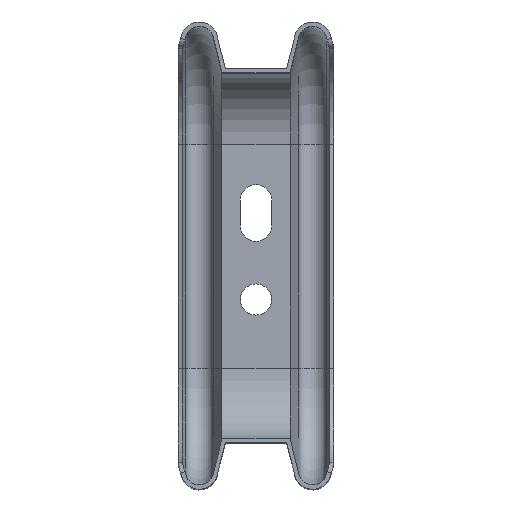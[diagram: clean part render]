
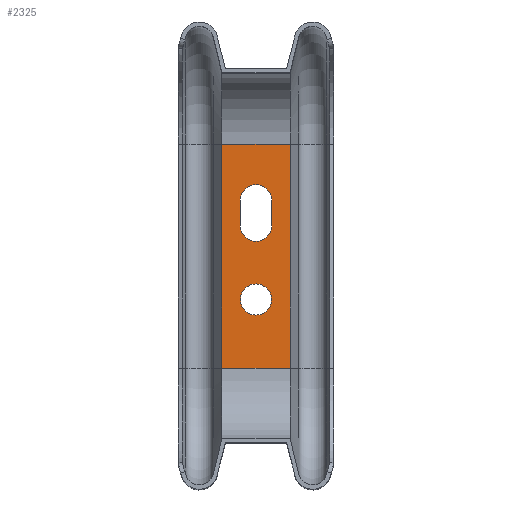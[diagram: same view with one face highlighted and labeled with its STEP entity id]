
A CAD part, top view. The second image highlights one B-rep face of the part: STEP entity #2325.
In plain terms, the highlighted planar face has unit normal (0, 0, 1).
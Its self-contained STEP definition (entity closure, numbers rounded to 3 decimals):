
#10 = EDGE_LOOP ( 'NONE', ( #3007, #3840, #3924, #2329 ) ) ;
#74 = EDGE_LOOP ( 'NONE', ( #1587 ) ) ;
#111 = VECTOR ( 'NONE', #837, 1000. ) ;
#162 = VERTEX_POINT ( 'NONE', #2862 ) ;
#178 = DIRECTION ( 'NONE',  ( 0., 1., 0. ) ) ;
#185 = EDGE_CURVE ( 'NONE', #1038, #1038, #231, .T. ) ;
#199 = LINE ( 'NONE', #2697, #111 ) ;
#231 = CIRCLE ( 'NONE', #2008, 5.5 ) ;
#315 = FACE_BOUND ( 'NONE', #74, .T. ) ;
#319 = CARTESIAN_POINT ( 'NONE',  ( 12., -25., -87. ) ) ;
#372 = LINE ( 'NONE', #887, #1887 ) ;
#561 = DIRECTION ( 'NONE',  ( 0., -1., 0. ) ) ;
#604 = LINE ( 'NONE', #4037, #712 ) ;
#658 = VECTOR ( 'NONE', #1740, 1000. ) ;
#685 = VERTEX_POINT ( 'NONE', #1015 ) ;
#712 = VECTOR ( 'NONE', #3444, 1000. ) ;
#776 = LINE ( 'NONE', #2854, #3908 ) ;
#837 = DIRECTION ( 'NONE',  ( 0., -1., 0. ) ) ;
#838 = AXIS2_PLACEMENT_3D ( 'NONE', #319, #935, #1546 ) ;
#842 = EDGE_CURVE ( 'NONE', #2892, #162, #776, .T. ) ;
#887 = CARTESIAN_POINT ( 'NONE',  ( -12., -25., -87. ) ) ;
#935 = DIRECTION ( 'NONE',  ( 0., 0., -1. ) ) ;
#948 = PLANE ( 'NONE',  #838 ) ;
#1015 = CARTESIAN_POINT ( 'NONE',  ( 5.5, -44.75, -87. ) ) ;
#1038 = VERTEX_POINT ( 'NONE', #2047 ) ;
#1089 = ORIENTED_EDGE ( 'NONE', *, *, #842, .T. ) ;
#1115 = DIRECTION ( 'NONE',  ( 0., 0., 1. ) ) ;
#1133 = VERTEX_POINT ( 'NONE', #3510 ) ;
#1138 = FACE_BOUND ( 'NONE', #10, .T. ) ;
#1231 = FACE_OUTER_BOUND ( 'NONE', #2647, .T. ) ;
#1298 = CARTESIAN_POINT ( 'NONE',  ( -5.5, -53.75, -87. ) ) ;
#1317 = AXIS2_PLACEMENT_3D ( 'NONE', #3547, #1606, #3844 ) ;
#1329 = DIRECTION ( 'NONE',  ( 0., 0., 1. ) ) ;
#1546 = DIRECTION ( 'NONE',  ( -1., 0., 0. ) ) ;
#1587 = ORIENTED_EDGE ( 'NONE', *, *, #185, .F. ) ;
#1606 = DIRECTION ( 'NONE',  ( 0., 0., 1. ) ) ;
#1740 = DIRECTION ( 'NONE',  ( 1., 0., 0. ) ) ;
#1761 = ORIENTED_EDGE ( 'NONE', *, *, #3495, .T. ) ;
#1847 = CARTESIAN_POINT ( 'NONE',  ( -5.5, -44.75, -87. ) ) ;
#1887 = VECTOR ( 'NONE', #561, 1000. ) ;
#1963 = ORIENTED_EDGE ( 'NONE', *, *, #2980, .F. ) ;
#1971 = EDGE_CURVE ( 'NONE', #685, #3699, #2125, .T. ) ;
#2008 = AXIS2_PLACEMENT_3D ( 'NONE', #3243, #1329, #3563 ) ;
#2047 = CARTESIAN_POINT ( 'NONE',  ( 5.5, -79.75, -87. ) ) ;
#2108 = VERTEX_POINT ( 'NONE', #2487 ) ;
#2125 = CIRCLE ( 'NONE', #2741, 5.5 ) ;
#2289 = EDGE_CURVE ( 'NONE', #3699, #2366, #604, .T. ) ;
#2325 = ADVANCED_FACE ( 'NONE', ( #1138, #315, #1231 ), #948, .F. ) ;
#2329 = ORIENTED_EDGE ( 'NONE', *, *, #1971, .F. ) ;
#2366 = VERTEX_POINT ( 'NONE', #1298 ) ;
#2487 = CARTESIAN_POINT ( 'NONE',  ( -12., -25., -87. ) ) ;
#2521 = DIRECTION ( 'NONE',  ( 1., 0., 0. ) ) ;
#2530 = ORIENTED_EDGE ( 'NONE', *, *, #3372, .F. ) ;
#2590 = EDGE_CURVE ( 'NONE', #2366, #3554, #4009, .T. ) ;
#2647 = EDGE_LOOP ( 'NONE', ( #2530, #1761, #1089, #1963 ) ) ;
#2697 = CARTESIAN_POINT ( 'NONE',  ( 12., -25., -87. ) ) ;
#2741 = AXIS2_PLACEMENT_3D ( 'NONE', #3178, #1115, #3393 ) ;
#2854 = CARTESIAN_POINT ( 'NONE',  ( 12., -104., -87. ) ) ;
#2862 = CARTESIAN_POINT ( 'NONE',  ( 12., -104., -87. ) ) ;
#2892 = VERTEX_POINT ( 'NONE', #3639 ) ;
#2897 = EDGE_CURVE ( 'NONE', #3554, #685, #4006, .T. ) ;
#2980 = EDGE_CURVE ( 'NONE', #1133, #162, #199, .T. ) ;
#3007 = ORIENTED_EDGE ( 'NONE', *, *, #2897, .F. ) ;
#3178 = CARTESIAN_POINT ( 'NONE',  ( 0., -44.75, -87. ) ) ;
#3183 = LINE ( 'NONE', #3686, #658 ) ;
#3243 = CARTESIAN_POINT ( 'NONE',  ( 0., -79.75, -87. ) ) ;
#3336 = CARTESIAN_POINT ( 'NONE',  ( 5.5, -53.75, -87. ) ) ;
#3372 = EDGE_CURVE ( 'NONE', #2108, #1133, #3183, .T. ) ;
#3393 = DIRECTION ( 'NONE',  ( 1., 0., 0. ) ) ;
#3444 = DIRECTION ( 'NONE',  ( 0., -1., 0. ) ) ;
#3495 = EDGE_CURVE ( 'NONE', #2108, #2892, #372, .T. ) ;
#3510 = CARTESIAN_POINT ( 'NONE',  ( 12., -25., -87. ) ) ;
#3547 = CARTESIAN_POINT ( 'NONE',  ( 0., -53.75, -87. ) ) ;
#3554 = VERTEX_POINT ( 'NONE', #3738 ) ;
#3563 = DIRECTION ( 'NONE',  ( 1., 0., 0. ) ) ;
#3639 = CARTESIAN_POINT ( 'NONE',  ( -12., -104., -87. ) ) ;
#3686 = CARTESIAN_POINT ( 'NONE',  ( 12., -25., -87. ) ) ;
#3699 = VERTEX_POINT ( 'NONE', #1847 ) ;
#3738 = CARTESIAN_POINT ( 'NONE',  ( 5.5, -53.75, -87. ) ) ;
#3838 = VECTOR ( 'NONE', #178, 1000. ) ;
#3840 = ORIENTED_EDGE ( 'NONE', *, *, #2590, .F. ) ;
#3844 = DIRECTION ( 'NONE',  ( 1., 0., 0. ) ) ;
#3908 = VECTOR ( 'NONE', #2521, 1000. ) ;
#3924 = ORIENTED_EDGE ( 'NONE', *, *, #2289, .F. ) ;
#4006 = LINE ( 'NONE', #3336, #3838 ) ;
#4009 = CIRCLE ( 'NONE', #1317, 5.5 ) ;
#4037 = CARTESIAN_POINT ( 'NONE',  ( -5.5, -53.75, -87. ) ) ;
